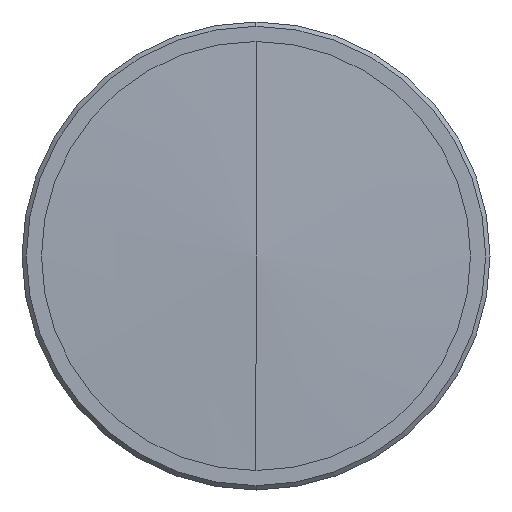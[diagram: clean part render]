
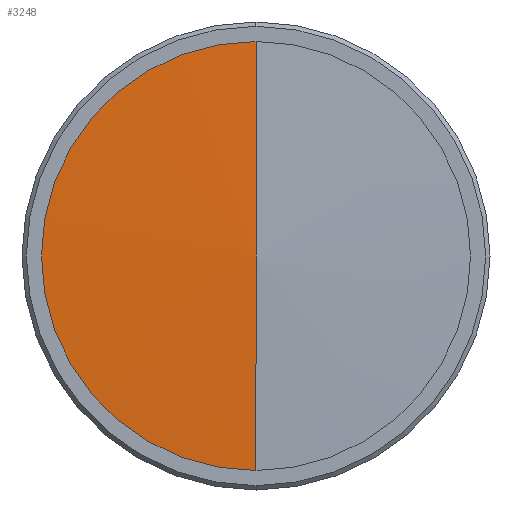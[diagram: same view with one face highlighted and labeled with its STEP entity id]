
A CAD part, left-side view. The second image highlights one B-rep face of the part: STEP entity #3248.
In plain terms, the highlighted conical face has half-angle 87.81 degrees and reference radius 26154.6 mm.
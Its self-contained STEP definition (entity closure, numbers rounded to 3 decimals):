
#111 = CARTESIAN_POINT ( 'NONE',  ( 0.946, 0., -24.75 ) ) ;
#218 = DIRECTION ( 'NONE',  ( 0., 0., -1. ) ) ;
#232 = CARTESIAN_POINT ( 'NONE',  ( 0.946, 0., 0. ) ) ;
#293 = ORIENTED_EDGE ( 'NONE', *, *, #2969, .T. ) ;
#333 = EDGE_LOOP ( 'NONE', ( #2340, #293, #2807 ) ) ;
#484 = CONICAL_SURFACE ( 'NONE', #1556, 26154.644, 1.533 ) ;
#506 = DIRECTION ( 'NONE',  ( 0., 0., -1. ) ) ;
#794 = DIRECTION ( 'NONE',  ( 0.038, 0., -0.999 ) ) ;
#923 = FACE_OUTER_BOUND ( 'NONE', #333, .T. ) ;
#1046 = CARTESIAN_POINT ( 'NONE',  ( 1000., 0., 0. ) ) ;
#1072 = DIRECTION ( 'NONE',  ( 1., 0., 0. ) ) ;
#1112 = DIRECTION ( 'NONE',  ( 0.038, 0., 0.999 ) ) ;
#1113 = AXIS2_PLACEMENT_3D ( 'NONE', #232, #2201, #506 ) ;
#1128 = EDGE_CURVE ( 'NONE', #1897, #1749, #3374, .T. ) ;
#1342 = CARTESIAN_POINT ( 'NONE',  ( 0., 0., 0. ) ) ;
#1556 = AXIS2_PLACEMENT_3D ( 'NONE', #1046, #1072, #218 ) ;
#1749 = VERTEX_POINT ( 'NONE', #111 ) ;
#1897 = VERTEX_POINT ( 'NONE', #3294 ) ;
#1951 = CARTESIAN_POINT ( 'NONE',  ( 0.946, 0., 24.75 ) ) ;
#2201 = DIRECTION ( 'NONE',  ( 1., 0., 0. ) ) ;
#2340 = ORIENTED_EDGE ( 'NONE', *, *, #1128, .F. ) ;
#2521 = CIRCLE ( 'NONE', #1113, 24.75 ) ;
#2544 = VECTOR ( 'NONE', #794, 1000. ) ;
#2807 = ORIENTED_EDGE ( 'NONE', *, *, #3237, .F. ) ;
#2969 = EDGE_CURVE ( 'NONE', #1897, #3269, #3071, .T. ) ;
#3071 = LINE ( 'NONE', #3389, #3303 ) ;
#3237 = EDGE_CURVE ( 'NONE', #1749, #3269, #2521, .T. ) ;
#3248 = ADVANCED_FACE ( 'NONE', ( #923 ), #484, .T. ) ;
#3269 = VERTEX_POINT ( 'NONE', #1951 ) ;
#3294 = CARTESIAN_POINT ( 'NONE',  ( 0., 0., 0. ) ) ;
#3303 = VECTOR ( 'NONE', #1112, 1000. ) ;
#3374 = LINE ( 'NONE', #1342, #2544 ) ;
#3389 = CARTESIAN_POINT ( 'NONE',  ( 0., 0., 0. ) ) ;
